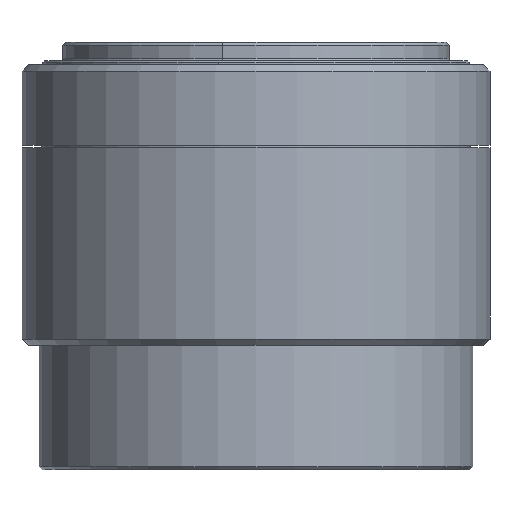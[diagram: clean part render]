
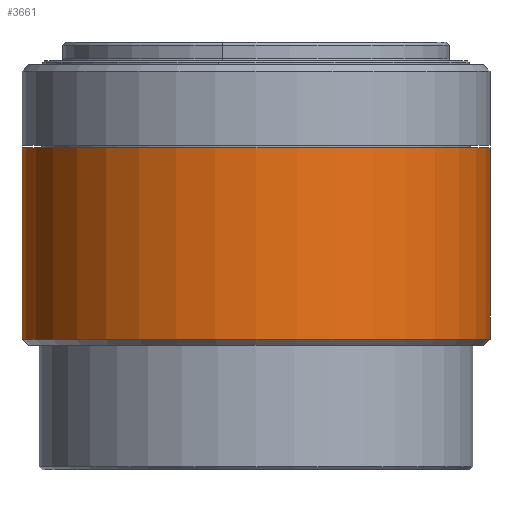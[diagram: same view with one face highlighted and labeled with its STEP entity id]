
A CAD part, front view. The second image highlights one B-rep face of the part: STEP entity #3661.
In plain terms, the highlighted cylindrical face has radius 37.55 mm (diameter 75.1 mm), a partial arc.
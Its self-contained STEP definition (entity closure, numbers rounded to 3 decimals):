
#24 = VECTOR ( 'NONE', #385, 1000. ) ;
#193 = LINE ( 'NONE', #931, #24 ) ;
#317 = DIRECTION ( 'NONE',  ( 1., 0., 0. ) ) ;
#385 = DIRECTION ( 'NONE',  ( 0., 0., 1. ) ) ;
#712 = CIRCLE ( 'NONE', #4238, 37.55 ) ;
#821 = AXIS2_PLACEMENT_3D ( 'NONE', #2470, #4135, #317 ) ;
#922 = CARTESIAN_POINT ( 'NONE',  ( 0., 0., -25.5 ) ) ;
#931 = CARTESIAN_POINT ( 'NONE',  ( 37.55, 0., -24.8 ) ) ;
#1058 = DIRECTION ( 'NONE',  ( 0., 0., 1. ) ) ;
#1082 = CARTESIAN_POINT ( 'NONE',  ( 37.55, 0., 5.2 ) ) ;
#1192 = EDGE_CURVE ( 'NONE', #3849, #2323, #712, .T. ) ;
#1238 = FACE_OUTER_BOUND ( 'NONE', #1987, .T. ) ;
#1465 = DIRECTION ( 'NONE',  ( 1., 0., 0. ) ) ;
#1832 = CIRCLE ( 'NONE', #4004, 37.55 ) ;
#1905 = VECTOR ( 'NONE', #4166, 1000. ) ;
#1987 = EDGE_LOOP ( 'NONE', ( #2900, #4645, #6745, #3334 ) ) ;
#2323 = VERTEX_POINT ( 'NONE', #1082 ) ;
#2419 = CARTESIAN_POINT ( 'NONE',  ( -37.55, 0., 5.2 ) ) ;
#2441 = CARTESIAN_POINT ( 'NONE',  ( 37.55, 0., -25.5 ) ) ;
#2470 = CARTESIAN_POINT ( 'NONE',  ( 0., 0., -24.8 ) ) ;
#2791 = VERTEX_POINT ( 'NONE', #3483 ) ;
#2900 = ORIENTED_EDGE ( 'NONE', *, *, #3952, .F. ) ;
#3334 = ORIENTED_EDGE ( 'NONE', *, *, #1192, .F. ) ;
#3361 = LINE ( 'NONE', #5229, #1905 ) ;
#3483 = CARTESIAN_POINT ( 'NONE',  ( -37.55, 0., -25.5 ) ) ;
#3661 = ADVANCED_FACE ( 'NONE', ( #1238 ), #5413, .T. ) ;
#3849 = VERTEX_POINT ( 'NONE', #2419 ) ;
#3862 = VERTEX_POINT ( 'NONE', #2441 ) ;
#3952 = EDGE_CURVE ( 'NONE', #2791, #3849, #3361, .T. ) ;
#4004 = AXIS2_PLACEMENT_3D ( 'NONE', #922, #4739, #1465 ) ;
#4135 = DIRECTION ( 'NONE',  ( 0., 0., 1. ) ) ;
#4166 = DIRECTION ( 'NONE',  ( 0., 0., 1. ) ) ;
#4238 = AXIS2_PLACEMENT_3D ( 'NONE', #4324, #1058, #4868 ) ;
#4324 = CARTESIAN_POINT ( 'NONE',  ( 0., 0., 5.2 ) ) ;
#4645 = ORIENTED_EDGE ( 'NONE', *, *, #4857, .T. ) ;
#4739 = DIRECTION ( 'NONE',  ( 0., 0., 1. ) ) ;
#4857 = EDGE_CURVE ( 'NONE', #2791, #3862, #1832, .T. ) ;
#4868 = DIRECTION ( 'NONE',  ( 1., 0., 0. ) ) ;
#5229 = CARTESIAN_POINT ( 'NONE',  ( -37.55, 0., -24.8 ) ) ;
#5413 = CYLINDRICAL_SURFACE ( 'NONE', #821, 37.55 ) ;
#6745 = ORIENTED_EDGE ( 'NONE', *, *, #6918, .T. ) ;
#6918 = EDGE_CURVE ( 'NONE', #3862, #2323, #193, .T. ) ;
